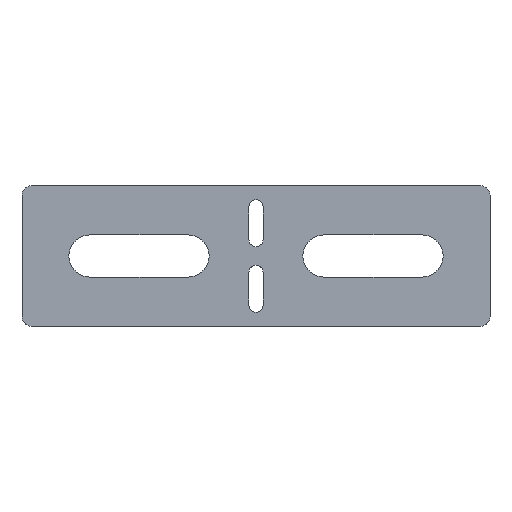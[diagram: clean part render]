
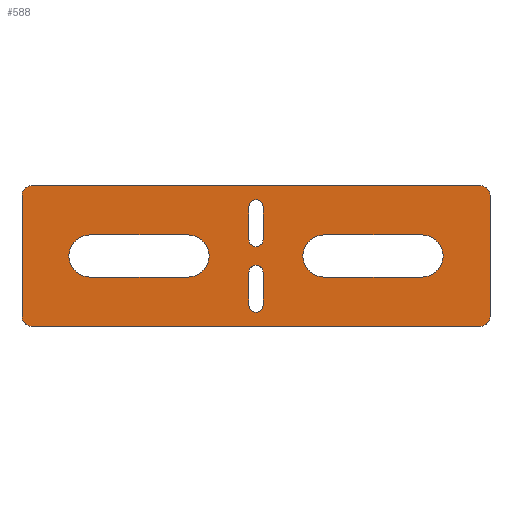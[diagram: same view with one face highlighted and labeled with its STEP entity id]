
A CAD part, top view. The second image highlights one B-rep face of the part: STEP entity #588.
In plain terms, the highlighted planar face has unit normal (0, 0, 1).
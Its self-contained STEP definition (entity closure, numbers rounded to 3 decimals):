
#125=DIRECTION('',(1.,0.,0.));
#126=VECTOR('',#125,21.);
#127=CARTESIAN_POINT('',(-35.5,4.5,3.));
#128=LINE('',#127,#126);
#129=CARTESIAN_POINT('',(-35.5,0.,3.));
#130=DIRECTION('',(0.,0.,-1.));
#131=DIRECTION('',(0.,-1.,0.));
#132=AXIS2_PLACEMENT_3D('',#129,#130,#131);
#134=DIRECTION('',(-1.,0.,0.));
#135=VECTOR('',#134,21.);
#136=CARTESIAN_POINT('',(-14.5,-4.5,3.));
#137=LINE('',#136,#135);
#138=CARTESIAN_POINT('',(-14.5,0.,3.));
#139=DIRECTION('',(0.,0.,-1.));
#140=DIRECTION('',(0.,1.,0.));
#141=AXIS2_PLACEMENT_3D('',#138,#139,#140);
#143=CARTESIAN_POINT('',(35.5,0.,3.));
#144=DIRECTION('',(0.,0.,-1.));
#145=DIRECTION('',(0.,1.,0.));
#146=AXIS2_PLACEMENT_3D('',#143,#144,#145);
#148=DIRECTION('',(1.,0.,0.));
#149=VECTOR('',#148,21.);
#150=CARTESIAN_POINT('',(14.5,4.5,3.));
#151=LINE('',#150,#149);
#152=CARTESIAN_POINT('',(14.5,0.,3.));
#153=DIRECTION('',(0.,0.,-1.));
#154=DIRECTION('',(0.,-1.,0.));
#155=AXIS2_PLACEMENT_3D('',#152,#153,#154);
#157=DIRECTION('',(-1.,0.,0.));
#158=VECTOR('',#157,21.);
#159=CARTESIAN_POINT('',(35.5,-4.5,3.));
#160=LINE('',#159,#158);
#161=DIRECTION('',(0.,1.,0.));
#162=VECTOR('',#161,7.);
#163=CARTESIAN_POINT('',(-1.5,3.5,3.));
#164=LINE('',#163,#162);
#165=CARTESIAN_POINT('',(0.,3.5,3.));
#166=DIRECTION('',(0.,0.,-1.));
#167=DIRECTION('',(1.,0.,0.));
#168=AXIS2_PLACEMENT_3D('',#165,#166,#167);
#170=DIRECTION('',(0.,-1.,0.));
#171=VECTOR('',#170,7.);
#172=CARTESIAN_POINT('',(1.5,10.5,3.));
#173=LINE('',#172,#171);
#174=CARTESIAN_POINT('',(0.,10.5,3.));
#175=DIRECTION('',(0.,0.,-1.));
#176=DIRECTION('',(-1.,0.,0.));
#177=AXIS2_PLACEMENT_3D('',#174,#175,#176);
#179=CARTESIAN_POINT('',(0.,-3.5,3.));
#180=DIRECTION('',(0.,0.,-1.));
#181=DIRECTION('',(-1.,0.,0.));
#182=AXIS2_PLACEMENT_3D('',#179,#180,#181);
#184=DIRECTION('',(0.,1.,0.));
#185=VECTOR('',#184,7.);
#186=CARTESIAN_POINT('',(-1.5,-10.5,3.));
#187=LINE('',#186,#185);
#188=CARTESIAN_POINT('',(0.,-10.5,3.));
#189=DIRECTION('',(0.,0.,-1.));
#190=DIRECTION('',(1.,0.,0.));
#191=AXIS2_PLACEMENT_3D('',#188,#189,#190);
#193=DIRECTION('',(0.,-1.,0.));
#194=VECTOR('',#193,7.);
#195=CARTESIAN_POINT('',(1.5,-3.5,3.));
#196=LINE('',#195,#194);
#197=CARTESIAN_POINT('',(-48.,13.,3.));
#198=DIRECTION('',(0.,0.,1.));
#199=DIRECTION('',(0.,1.,0.));
#200=AXIS2_PLACEMENT_3D('',#197,#198,#199);
#202=DIRECTION('',(-1.,0.,0.));
#203=VECTOR('',#202,96.);
#204=CARTESIAN_POINT('',(48.,15.,3.));
#205=LINE('',#204,#203);
#206=CARTESIAN_POINT('',(48.,13.,3.));
#207=DIRECTION('',(0.,0.,1.));
#208=DIRECTION('',(1.,0.,0.));
#209=AXIS2_PLACEMENT_3D('',#206,#207,#208);
#211=DIRECTION('',(0.,1.,0.));
#212=VECTOR('',#211,26.);
#213=CARTESIAN_POINT('',(50.,-13.,3.));
#214=LINE('',#213,#212);
#215=CARTESIAN_POINT('',(48.,-13.,3.));
#216=DIRECTION('',(0.,0.,1.));
#217=DIRECTION('',(0.,-1.,0.));
#218=AXIS2_PLACEMENT_3D('',#215,#216,#217);
#220=DIRECTION('',(1.,0.,0.));
#221=VECTOR('',#220,96.);
#222=CARTESIAN_POINT('',(-48.,-15.,3.));
#223=LINE('',#222,#221);
#224=CARTESIAN_POINT('',(-48.,-13.,3.));
#225=DIRECTION('',(0.,0.,1.));
#226=DIRECTION('',(-1.,0.,0.));
#227=AXIS2_PLACEMENT_3D('',#224,#225,#226);
#229=DIRECTION('',(0.,-1.,0.));
#230=VECTOR('',#229,26.);
#231=CARTESIAN_POINT('',(-50.,13.,3.));
#232=LINE('',#231,#230);
#345=CARTESIAN_POINT('',(-35.5,4.5,3.));
#346=CARTESIAN_POINT('',(-14.5,4.5,3.));
#347=VERTEX_POINT('',#345);
#348=VERTEX_POINT('',#346);
#349=CARTESIAN_POINT('',(-14.5,-4.5,3.));
#350=VERTEX_POINT('',#349);
#351=CARTESIAN_POINT('',(-35.5,-4.5,3.));
#352=VERTEX_POINT('',#351);
#353=CARTESIAN_POINT('',(35.5,4.5,3.));
#354=CARTESIAN_POINT('',(35.5,-4.5,3.));
#355=VERTEX_POINT('',#353);
#356=VERTEX_POINT('',#354);
#357=CARTESIAN_POINT('',(14.5,-4.5,3.));
#358=VERTEX_POINT('',#357);
#359=CARTESIAN_POINT('',(14.5,4.5,3.));
#360=VERTEX_POINT('',#359);
#361=CARTESIAN_POINT('',(-1.5,3.5,3.));
#362=CARTESIAN_POINT('',(-1.5,10.5,3.));
#363=VERTEX_POINT('',#361);
#364=VERTEX_POINT('',#362);
#365=CARTESIAN_POINT('',(1.5,10.5,3.));
#366=VERTEX_POINT('',#365);
#367=CARTESIAN_POINT('',(1.5,3.5,3.));
#368=VERTEX_POINT('',#367);
#369=CARTESIAN_POINT('',(-1.5,-3.5,3.));
#370=CARTESIAN_POINT('',(1.5,-3.5,3.));
#371=VERTEX_POINT('',#369);
#372=VERTEX_POINT('',#370);
#373=CARTESIAN_POINT('',(1.5,-10.5,3.));
#374=VERTEX_POINT('',#373);
#375=CARTESIAN_POINT('',(-1.5,-10.5,3.));
#376=VERTEX_POINT('',#375);
#381=CARTESIAN_POINT('',(-48.,15.,3.));
#382=VERTEX_POINT('',#381);
#383=CARTESIAN_POINT('',(-50.,13.,3.));
#384=VERTEX_POINT('',#383);
#389=CARTESIAN_POINT('',(-50.,-13.,3.));
#390=VERTEX_POINT('',#389);
#391=CARTESIAN_POINT('',(-48.,-15.,3.));
#392=VERTEX_POINT('',#391);
#397=CARTESIAN_POINT('',(50.,13.,3.));
#398=VERTEX_POINT('',#397);
#399=CARTESIAN_POINT('',(48.,15.,3.));
#400=VERTEX_POINT('',#399);
#405=CARTESIAN_POINT('',(48.,-15.,3.));
#406=VERTEX_POINT('',#405);
#407=CARTESIAN_POINT('',(50.,-13.,3.));
#408=VERTEX_POINT('',#407);
#529=CARTESIAN_POINT('',(0.,0.,3.));
#530=DIRECTION('',(0.,0.,1.));
#531=DIRECTION('',(1.,0.,0.));
#532=AXIS2_PLACEMENT_3D('',#529,#530,#531);
#533=PLANE('',#532);
#535=ORIENTED_EDGE('',*,*,#534,.F.);
#537=ORIENTED_EDGE('',*,*,#536,.F.);
#539=ORIENTED_EDGE('',*,*,#538,.F.);
#541=ORIENTED_EDGE('',*,*,#540,.F.);
#543=ORIENTED_EDGE('',*,*,#542,.F.);
#545=ORIENTED_EDGE('',*,*,#544,.F.);
#547=ORIENTED_EDGE('',*,*,#546,.F.);
#549=ORIENTED_EDGE('',*,*,#548,.F.);
#550=EDGE_LOOP('',(#535,#537,#539,#541,#543,#545,#547,#549));
#551=FACE_OUTER_BOUND('',#550,.F.);
#553=ORIENTED_EDGE('',*,*,#552,.F.);
#555=ORIENTED_EDGE('',*,*,#554,.F.);
#557=ORIENTED_EDGE('',*,*,#556,.F.);
#559=ORIENTED_EDGE('',*,*,#558,.F.);
#560=EDGE_LOOP('',(#553,#555,#557,#559));
#561=FACE_BOUND('',#560,.F.);
#563=ORIENTED_EDGE('',*,*,#562,.F.);
#565=ORIENTED_EDGE('',*,*,#564,.F.);
#567=ORIENTED_EDGE('',*,*,#566,.F.);
#569=ORIENTED_EDGE('',*,*,#568,.F.);
#570=EDGE_LOOP('',(#563,#565,#567,#569));
#571=FACE_BOUND('',#570,.F.);
#573=ORIENTED_EDGE('',*,*,#572,.F.);
#575=ORIENTED_EDGE('',*,*,#574,.F.);
#577=ORIENTED_EDGE('',*,*,#576,.F.);
#579=ORIENTED_EDGE('',*,*,#578,.F.);
#580=EDGE_LOOP('',(#573,#575,#577,#579));
#581=FACE_BOUND('',#580,.F.);
#582=ORIENTED_EDGE('',*,*,#481,.F.);
#583=ORIENTED_EDGE('',*,*,#496,.F.);
#584=ORIENTED_EDGE('',*,*,#510,.F.);
#585=ORIENTED_EDGE('',*,*,#523,.F.);
#586=EDGE_LOOP('',(#582,#583,#584,#585));
#587=FACE_BOUND('',#586,.F.);
#588=ADVANCED_FACE('',(#551,#561,#571,#581,#587),#533,.T.);
#133=CIRCLE('',#132,4.5);
#142=CIRCLE('',#141,4.5);
#147=CIRCLE('',#146,4.5);
#156=CIRCLE('',#155,4.5);
#169=CIRCLE('',#168,1.5);
#178=CIRCLE('',#177,1.5);
#183=CIRCLE('',#182,1.5);
#192=CIRCLE('',#191,1.5);
#201=CIRCLE('',#200,2.);
#210=CIRCLE('',#209,2.);
#219=CIRCLE('',#218,2.);
#228=CIRCLE('',#227,2.);
#481=EDGE_CURVE('',#347,#348,#128,.T.);
#496=EDGE_CURVE('',#352,#347,#133,.T.);
#510=EDGE_CURVE('',#350,#352,#137,.T.);
#523=EDGE_CURVE('',#348,#350,#142,.T.);
#534=EDGE_CURVE('',#382,#384,#201,.T.);
#536=EDGE_CURVE('',#400,#382,#205,.T.);
#538=EDGE_CURVE('',#398,#400,#210,.T.);
#540=EDGE_CURVE('',#408,#398,#214,.T.);
#542=EDGE_CURVE('',#406,#408,#219,.T.);
#544=EDGE_CURVE('',#392,#406,#223,.T.);
#546=EDGE_CURVE('',#390,#392,#228,.T.);
#548=EDGE_CURVE('',#384,#390,#232,.T.);
#552=EDGE_CURVE('',#355,#356,#147,.T.);
#554=EDGE_CURVE('',#360,#355,#151,.T.);
#556=EDGE_CURVE('',#358,#360,#156,.T.);
#558=EDGE_CURVE('',#356,#358,#160,.T.);
#562=EDGE_CURVE('',#363,#364,#164,.T.);
#564=EDGE_CURVE('',#368,#363,#169,.T.);
#566=EDGE_CURVE('',#366,#368,#173,.T.);
#568=EDGE_CURVE('',#364,#366,#178,.T.);
#572=EDGE_CURVE('',#371,#372,#183,.T.);
#574=EDGE_CURVE('',#376,#371,#187,.T.);
#576=EDGE_CURVE('',#374,#376,#192,.T.);
#578=EDGE_CURVE('',#372,#374,#196,.T.);
